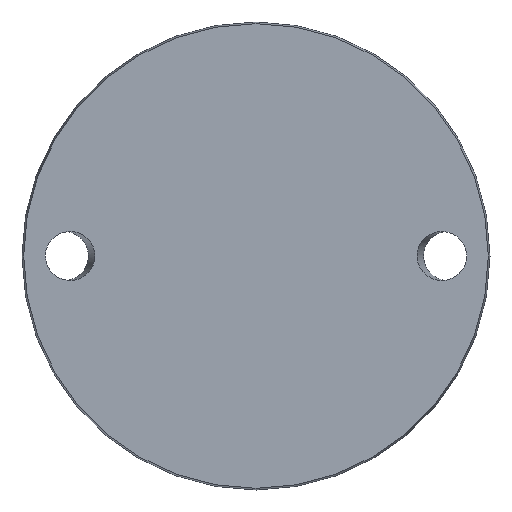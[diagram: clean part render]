
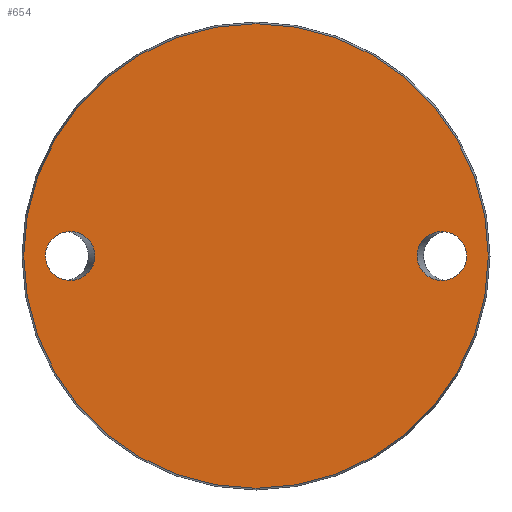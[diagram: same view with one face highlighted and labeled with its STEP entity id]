
A CAD part, front view. The second image highlights one B-rep face of the part: STEP entity #654.
In plain terms, the highlighted planar face has unit normal (0, -1, 0).
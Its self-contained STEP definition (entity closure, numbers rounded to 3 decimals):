
#18 =( BOUNDED_CURVE ( )  B_SPLINE_CURVE ( 3, ( #504, #73, #429, #674, #434, #561, #65 ),
 .UNSPECIFIED., .T., .T. ) 
 B_SPLINE_CURVE_WITH_KNOTS ( ( 4, 3, 4 ),
 ( 0., 3.142, 6.283 ),
 .UNSPECIFIED. ) 
 CURVE ( )  GEOMETRIC_REPRESENTATION_ITEM ( )  RATIONAL_B_SPLINE_CURVE ( ( 1., 0.333, 0.333, 1., 0.333, 0.333, 1. ) ) 
 REPRESENTATION_ITEM ( '' )  );
#23 = DIRECTION ( 'NONE',  ( 0., -1., 0. ) ) ;
#42 = EDGE_CURVE ( 'NONE', #278, #278, #18, .T. ) ;
#65 = CARTESIAN_POINT ( 'NONE',  ( 71.115, 0., 0. ) ) ;
#69 = EDGE_LOOP ( 'NONE', ( #441 ) ) ;
#73 = CARTESIAN_POINT ( 'NONE',  ( 71.115, 0., -16.5 ) ) ;
#76 = FACE_OUTER_BOUND ( 'NONE', #69, .T. ) ;
#87 = CARTESIAN_POINT ( 'NONE',  ( 71.115, 0., 0. ) ) ;
#107 = EDGE_LOOP ( 'NONE', ( #307 ) ) ;
#151 = FACE_BOUND ( 'NONE', #318, .T. ) ;
#190 = CARTESIAN_POINT ( 'NONE',  ( -71.115, 0., -16.5 ) ) ;
#210 = CARTESIAN_POINT ( 'NONE',  ( -71.115, 0., 0. ) ) ;
#240 = EDGE_CURVE ( 'NONE', #395, #395, #559, .T. ) ;
#246 = CARTESIAN_POINT ( 'NONE',  ( -54.385, 0., 16.5 ) ) ;
#250 = CARTESIAN_POINT ( 'NONE',  ( -71.115, 0., 16.5 ) ) ;
#262 = ORIENTED_EDGE ( 'NONE', *, *, #42, .T. ) ;
#274 = CARTESIAN_POINT ( 'NONE',  ( 0., 0., 0. ) ) ;
#278 = VERTEX_POINT ( 'NONE', #87 ) ;
#307 = ORIENTED_EDGE ( 'NONE', *, *, #722, .T. ) ;
#318 = EDGE_LOOP ( 'NONE', ( #262 ) ) ;
#331 = PLANE ( 'NONE',  #791 ) ;
#345 = VERTEX_POINT ( 'NONE', #210 ) ;
#395 = VERTEX_POINT ( 'NONE', #402 ) ;
#402 = CARTESIAN_POINT ( 'NONE',  ( 0., 0., -78.425 ) ) ;
#429 = CARTESIAN_POINT ( 'NONE',  ( 54.385, 0., -16.5 ) ) ;
#434 = CARTESIAN_POINT ( 'NONE',  ( 54.385, 0., 16.5 ) ) ;
#441 = ORIENTED_EDGE ( 'NONE', *, *, #240, .T. ) ;
#480 = CARTESIAN_POINT ( 'NONE',  ( -71.115, 0., 0. ) ) ;
#487 =( BOUNDED_CURVE ( )  B_SPLINE_CURVE ( 3, ( #725, #250, #246, #493, #733, #190, #480 ),
 .UNSPECIFIED., .T., .F. ) 
 B_SPLINE_CURVE_WITH_KNOTS ( ( 4, 3, 4 ),
 ( 0., 3.142, 6.283 ),
 .UNSPECIFIED. ) 
 CURVE ( )  GEOMETRIC_REPRESENTATION_ITEM ( )  RATIONAL_B_SPLINE_CURVE ( ( 1., 0.333, 0.333, 1., 0.333, 0.333, 1. ) ) 
 REPRESENTATION_ITEM ( '' )  );
#493 = CARTESIAN_POINT ( 'NONE',  ( -54.385, 0., 0. ) ) ;
#504 = CARTESIAN_POINT ( 'NONE',  ( 71.115, 0., 0. ) ) ;
#554 = FACE_BOUND ( 'NONE', #107, .T. ) ;
#559 = CIRCLE ( 'NONE', #668, 78.425 ) ;
#561 = CARTESIAN_POINT ( 'NONE',  ( 71.115, 0., 16.5 ) ) ;
#563 = CARTESIAN_POINT ( 'NONE',  ( -78.425, 0., 0. ) ) ;
#571 = DIRECTION ( 'NONE',  ( 0., 1., 0. ) ) ;
#654 = ADVANCED_FACE ( 'NONE', ( #554, #151, #76 ), #331, .F. ) ;
#668 = AXIS2_PLACEMENT_3D ( 'NONE', #274, #23, #695 ) ;
#674 = CARTESIAN_POINT ( 'NONE',  ( 54.385, 0., 0. ) ) ;
#695 = DIRECTION ( 'NONE',  ( 0., 0., -1. ) ) ;
#697 = DIRECTION ( 'NONE',  ( 0., 0., 1. ) ) ;
#722 = EDGE_CURVE ( 'NONE', #345, #345, #487, .T. ) ;
#725 = CARTESIAN_POINT ( 'NONE',  ( -71.115, 0., 0. ) ) ;
#733 = CARTESIAN_POINT ( 'NONE',  ( -54.385, 0., -16.5 ) ) ;
#791 = AXIS2_PLACEMENT_3D ( 'NONE', #563, #571, #697 ) ;
